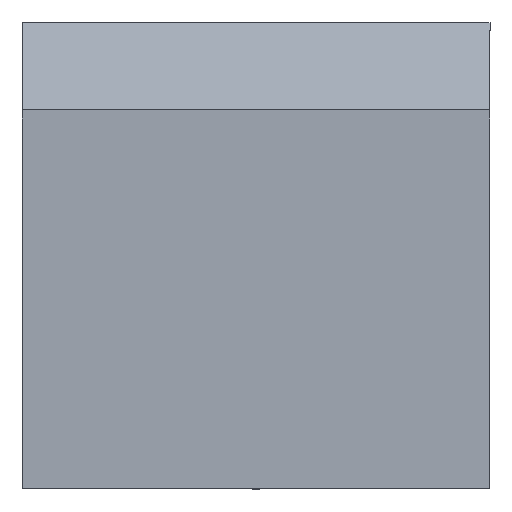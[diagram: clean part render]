
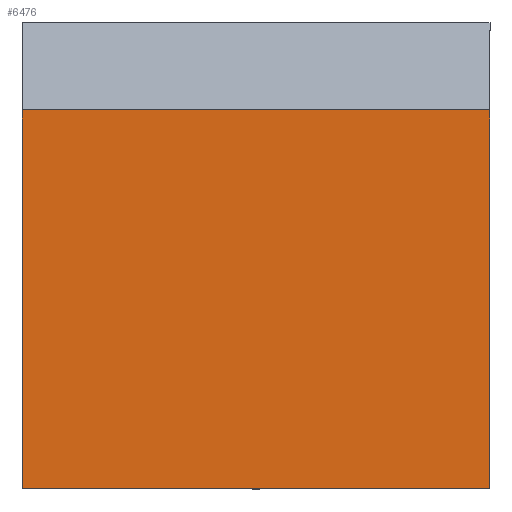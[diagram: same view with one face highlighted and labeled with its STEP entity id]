
A CAD part, top view. The second image highlights one B-rep face of the part: STEP entity #6476.
In plain terms, the highlighted face is planar.
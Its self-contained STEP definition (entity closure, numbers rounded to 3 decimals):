
#140 = VECTOR ( 'NONE', #896, 1000. ) ;
#208 = VERTEX_POINT ( 'NONE', #5745 ) ;
#318 = FACE_OUTER_BOUND ( 'NONE', #2686, .T. ) ;
#613 = EDGE_CURVE ( 'NONE', #208, #5380, #4557, .T. ) ;
#896 = DIRECTION ( 'NONE',  ( 0., 0., -1. ) ) ;
#950 = CARTESIAN_POINT ( 'NONE',  ( 166.5, 0., 410. ) ) ;
#1003 = DIRECTION ( 'NONE',  ( 0., 1., 0. ) ) ;
#1142 = EDGE_CURVE ( 'NONE', #208, #3578, #3985, .T. ) ;
#1258 = DIRECTION ( 'NONE',  ( 0., 0., -1. ) ) ;
#1672 = CARTESIAN_POINT ( 'NONE',  ( 166.5, 0., 410. ) ) ;
#1950 = CARTESIAN_POINT ( 'NONE',  ( 166.5, 0., -1.4 ) ) ;
#2097 = EDGE_CURVE ( 'NONE', #5380, #7673, #3394, .T. ) ;
#2406 = ORIENTED_EDGE ( 'NONE', *, *, #6951, .F. ) ;
#2668 = VECTOR ( 'NONE', #1258, 1000. ) ;
#2686 = EDGE_LOOP ( 'NONE', ( #7404, #5617, #2406, #6384 ) ) ;
#2695 = VECTOR ( 'NONE', #5846, 1000. ) ;
#2713 = DIRECTION ( 'NONE',  ( -1., 0., 0. ) ) ;
#2751 = CARTESIAN_POINT ( 'NONE',  ( -166.5, 0., 410. ) ) ;
#3394 = LINE ( 'NONE', #7513, #7661 ) ;
#3578 = VERTEX_POINT ( 'NONE', #1672 ) ;
#3985 = LINE ( 'NONE', #4709, #2695 ) ;
#4557 = LINE ( 'NONE', #5694, #140 ) ;
#4709 = CARTESIAN_POINT ( 'NONE',  ( -166.5, 0., 410. ) ) ;
#5380 = VERTEX_POINT ( 'NONE', #6726 ) ;
#5617 = ORIENTED_EDGE ( 'NONE', *, *, #2097, .T. ) ;
#5694 = CARTESIAN_POINT ( 'NONE',  ( -166.5, 0., 410. ) ) ;
#5745 = CARTESIAN_POINT ( 'NONE',  ( -166.5, 0., 410. ) ) ;
#5846 = DIRECTION ( 'NONE',  ( 1., 0., 0. ) ) ;
#6384 = ORIENTED_EDGE ( 'NONE', *, *, #1142, .F. ) ;
#6448 = PLANE ( 'NONE',  #7473 ) ;
#6476 = ADVANCED_FACE ( 'NONE', ( #318 ), #6448, .F. ) ;
#6726 = CARTESIAN_POINT ( 'NONE',  ( -166.5, 0., -1.4 ) ) ;
#6846 = DIRECTION ( 'NONE',  ( 1., 0., 0. ) ) ;
#6951 = EDGE_CURVE ( 'NONE', #3578, #7673, #7694, .T. ) ;
#7404 = ORIENTED_EDGE ( 'NONE', *, *, #613, .T. ) ;
#7473 = AXIS2_PLACEMENT_3D ( 'NONE', #2751, #1003, #2713 ) ;
#7513 = CARTESIAN_POINT ( 'NONE',  ( -166.5, 0., -1.4 ) ) ;
#7661 = VECTOR ( 'NONE', #6846, 1000. ) ;
#7673 = VERTEX_POINT ( 'NONE', #1950 ) ;
#7694 = LINE ( 'NONE', #950, #2668 ) ;
